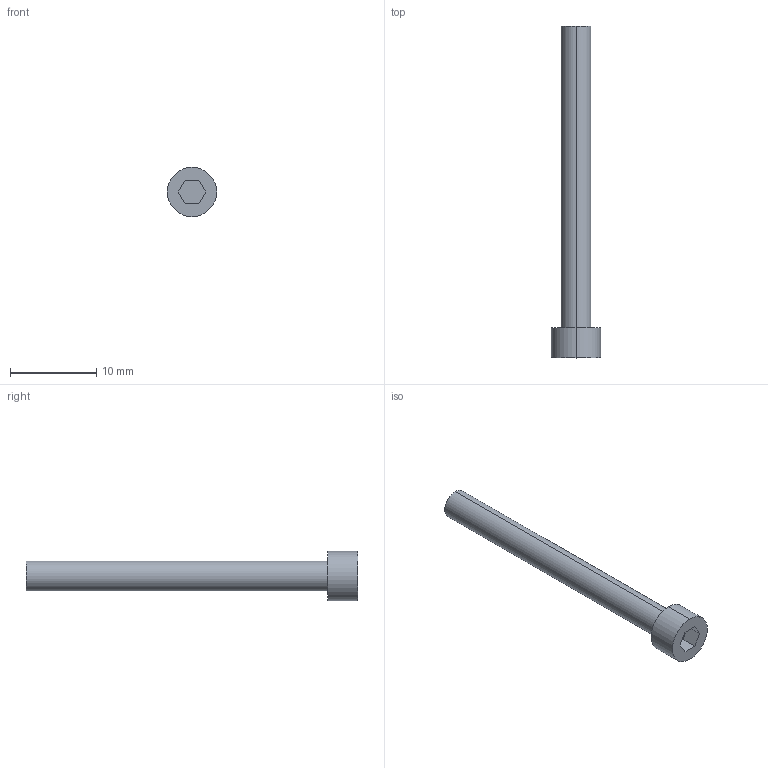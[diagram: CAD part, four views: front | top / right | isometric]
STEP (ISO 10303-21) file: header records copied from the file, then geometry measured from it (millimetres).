
FILE_DESCRIPTION (( 'STEP AP203' ), '1' );
FILE_NAME ('ROB-12191.STEP', '2014-12-06T18:42:11', ( '' ), ( '' ), 'SwSTEP 2.0', 'SolidWorks 2014', '' );
FILE_SCHEMA (( 'CONFIG_CONTROL_DESIGN' ));
Length unit declared in the file: inch
Products named in the file (1): ROB-12191
Bounding box: 5.71 x 38.43 x 5.71 mm (x, y, z)
Volume: 399.4 mm3; surface area: 509.3 mm2
Topology: 1 solids, 1 shells, 14 faces, 30 edges, 20 vertices
Faces by surface type: plane 10, cylinder 4
Entity records: 461 total; most frequent: DIRECTION 68, CARTESIAN_POINT 65, ORIENTED_EDGE 60, EDGE_CURVE 30, AXIS2_PLACEMENT_3D 23, LINE 22, VECTOR 22, VERTEX_POINT 20
